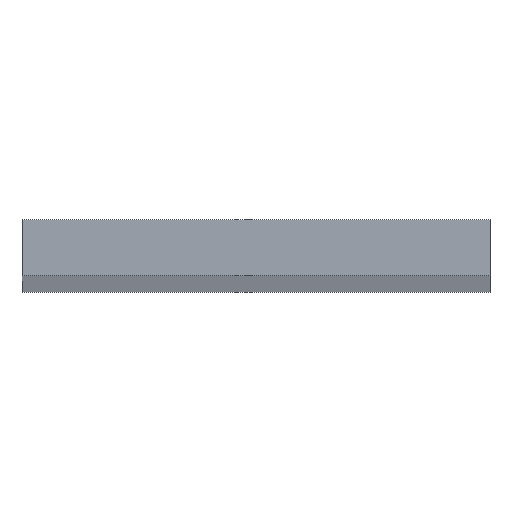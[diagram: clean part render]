
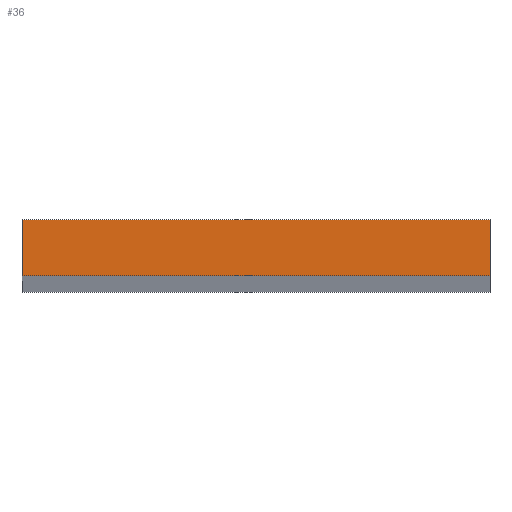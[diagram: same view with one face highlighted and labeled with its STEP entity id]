
A CAD part, top view. The second image highlights one B-rep face of the part: STEP entity #36.
In plain terms, the highlighted planar face has unit normal (0, 0, 1).
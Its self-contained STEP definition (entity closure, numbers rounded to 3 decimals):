
#2 = LINE ( 'NONE', #74, #176 ) ;
#10 = DIRECTION ( 'NONE',  ( 0., 0., -1. ) ) ;
#11 = CARTESIAN_POINT ( 'NONE',  ( 0., 0., 1000. ) ) ;
#19 = DIRECTION ( 'NONE',  ( -1., 0., 0. ) ) ;
#22 = EDGE_CURVE ( 'NONE', #132, #82, #135, .T. ) ;
#24 = VECTOR ( 'NONE', #85, 1000. ) ;
#36 = ADVANCED_FACE ( 'NONE', ( #104 ), #40, .F. ) ;
#39 = CARTESIAN_POINT ( 'NONE',  ( -25., -3., 1000. ) ) ;
#40 = PLANE ( 'NONE',  #223 ) ;
#43 = CARTESIAN_POINT ( 'NONE',  ( 25., 3., 1000. ) ) ;
#53 = ORIENTED_EDGE ( 'NONE', *, *, #204, .T. ) ;
#55 = DIRECTION ( 'NONE',  ( 1., 0., 0. ) ) ;
#62 = VERTEX_POINT ( 'NONE', #172 ) ;
#72 = VERTEX_POINT ( 'NONE', #43 ) ;
#73 = ORIENTED_EDGE ( 'NONE', *, *, #22, .T. ) ;
#74 = CARTESIAN_POINT ( 'NONE',  ( -25., -3., 1000. ) ) ;
#80 = LINE ( 'NONE', #200, #169 ) ;
#82 = VERTEX_POINT ( 'NONE', #171 ) ;
#85 = DIRECTION ( 'NONE',  ( 0., -1., 0. ) ) ;
#92 = CARTESIAN_POINT ( 'NONE',  ( -25., 3., 1000. ) ) ;
#101 = VECTOR ( 'NONE', #19, 1000. ) ;
#104 = FACE_OUTER_BOUND ( 'NONE', #205, .T. ) ;
#105 = CARTESIAN_POINT ( 'NONE',  ( -25., 3., 1000. ) ) ;
#122 = LINE ( 'NONE', #105, #101 ) ;
#132 = VERTEX_POINT ( 'NONE', #92 ) ;
#135 = LINE ( 'NONE', #39, #24 ) ;
#137 = ORIENTED_EDGE ( 'NONE', *, *, #208, .T. ) ;
#143 = ORIENTED_EDGE ( 'NONE', *, *, #222, .T. ) ;
#162 = DIRECTION ( 'NONE',  ( 0., 1., 0. ) ) ;
#169 = VECTOR ( 'NONE', #162, 1000. ) ;
#171 = CARTESIAN_POINT ( 'NONE',  ( -25., -3., 1000. ) ) ;
#172 = CARTESIAN_POINT ( 'NONE',  ( 25., -3., 1000. ) ) ;
#176 = VECTOR ( 'NONE', #55, 1000. ) ;
#197 = DIRECTION ( 'NONE',  ( -1., 0., 0. ) ) ;
#200 = CARTESIAN_POINT ( 'NONE',  ( 25., -3., 1000. ) ) ;
#204 = EDGE_CURVE ( 'NONE', #82, #62, #2, .T. ) ;
#205 = EDGE_LOOP ( 'NONE', ( #143, #137, #73, #53 ) ) ;
#208 = EDGE_CURVE ( 'NONE', #72, #132, #122, .T. ) ;
#222 = EDGE_CURVE ( 'NONE', #62, #72, #80, .T. ) ;
#223 = AXIS2_PLACEMENT_3D ( 'NONE', #11, #10, #197 ) ;
